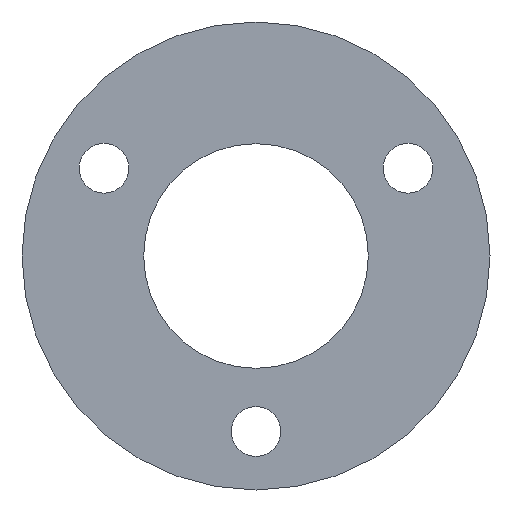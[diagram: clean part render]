
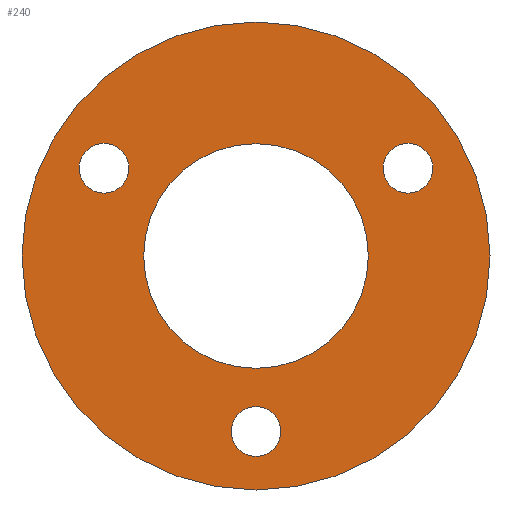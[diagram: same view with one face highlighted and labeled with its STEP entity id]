
A CAD part, front view. The second image highlights one B-rep face of the part: STEP entity #240.
In plain terms, the highlighted planar face has unit normal (0, -1, 0).
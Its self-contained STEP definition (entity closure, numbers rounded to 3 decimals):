
#2 = FACE_OUTER_BOUND ( 'NONE', #44, .T. ) ;
#11 = CARTESIAN_POINT ( 'NONE',  ( 0., 0., -25.75 ) ) ;
#12 = VERTEX_POINT ( 'NONE', #594 ) ;
#13 = EDGE_CURVE ( 'NONE', #115, #165, #575, .T. ) ;
#14 = DIRECTION ( 'NONE',  ( 0., 0., 1. ) ) ;
#36 = CARTESIAN_POINT ( 'NONE',  ( 0., 0., 19.2 ) ) ;
#42 = VERTEX_POINT ( 'NONE', #36 ) ;
#43 = DIRECTION ( 'NONE',  ( 0., 1., 0. ) ) ;
#44 = EDGE_LOOP ( 'NONE', ( #297, #153 ) ) ;
#45 = DIRECTION ( 'NONE',  ( 0., 0., 1. ) ) ;
#49 = EDGE_CURVE ( 'NONE', #127, #12, #56, .T. ) ;
#53 = FACE_BOUND ( 'NONE', #245, .T. ) ;
#55 = ORIENTED_EDGE ( 'NONE', *, *, #215, .T. ) ;
#56 = CIRCLE ( 'NONE', #270, 40. ) ;
#59 = AXIS2_PLACEMENT_3D ( 'NONE', #85, #87, #372 ) ;
#64 = CARTESIAN_POINT ( 'NONE',  ( 0., 0., -34.25 ) ) ;
#71 = AXIS2_PLACEMENT_3D ( 'NONE', #325, #434, #508 ) ;
#85 = CARTESIAN_POINT ( 'NONE',  ( 0., 0., 0. ) ) ;
#87 = DIRECTION ( 'NONE',  ( 0., 1., 0. ) ) ;
#102 = DIRECTION ( 'NONE',  ( 0., 0., 1. ) ) ;
#104 = FACE_BOUND ( 'NONE', #384, .T. ) ;
#115 = VERTEX_POINT ( 'NONE', #146 ) ;
#127 = VERTEX_POINT ( 'NONE', #190 ) ;
#134 = DIRECTION ( 'NONE',  ( 0., 0., 1. ) ) ;
#140 = DIRECTION ( 'NONE',  ( 0., 1., 0. ) ) ;
#145 = CIRCLE ( 'NONE', #478, 4.25 ) ;
#146 = CARTESIAN_POINT ( 'NONE',  ( 25.981, 0., 10.75 ) ) ;
#151 = DIRECTION ( 'NONE',  ( 0., 1., 0. ) ) ;
#153 = ORIENTED_EDGE ( 'NONE', *, *, #49, .F. ) ;
#162 = CIRCLE ( 'NONE', #329, 4.25 ) ;
#165 = VERTEX_POINT ( 'NONE', #440 ) ;
#167 = PLANE ( 'NONE',  #356 ) ;
#186 = CIRCLE ( 'NONE', #369, 40. ) ;
#190 = CARTESIAN_POINT ( 'NONE',  ( 0., 0., 40. ) ) ;
#193 = CARTESIAN_POINT ( 'NONE',  ( 0., 0., -30. ) ) ;
#200 = CARTESIAN_POINT ( 'NONE',  ( 0., 0., -19.2 ) ) ;
#204 = VERTEX_POINT ( 'NONE', #200 ) ;
#215 = EDGE_CURVE ( 'NONE', #501, #362, #392, .T. ) ;
#217 = EDGE_LOOP ( 'NONE', ( #323, #460 ) ) ;
#222 = EDGE_CURVE ( 'NONE', #337, #312, #519, .T. ) ;
#229 = AXIS2_PLACEMENT_3D ( 'NONE', #193, #151, #443 ) ;
#231 = CARTESIAN_POINT ( 'NONE',  ( 0., 0., 0. ) ) ;
#234 = EDGE_CURVE ( 'NONE', #312, #337, #145, .T. ) ;
#235 = AXIS2_PLACEMENT_3D ( 'NONE', #239, #502, #134 ) ;
#239 = CARTESIAN_POINT ( 'NONE',  ( 0., 0., 0. ) ) ;
#240 = ADVANCED_FACE ( 'NONE', ( #484, #2, #53, #104, #363 ), #167, .F. ) ;
#245 = EDGE_LOOP ( 'NONE', ( #386, #541 ) ) ;
#251 = ORIENTED_EDGE ( 'NONE', *, *, #464, .T. ) ;
#270 = AXIS2_PLACEMENT_3D ( 'NONE', #231, #140, #589 ) ;
#280 = ORIENTED_EDGE ( 'NONE', *, *, #222, .T. ) ;
#287 = DIRECTION ( 'NONE',  ( 0., 1., 0. ) ) ;
#297 = ORIENTED_EDGE ( 'NONE', *, *, #441, .F. ) ;
#312 = VERTEX_POINT ( 'NONE', #355 ) ;
#323 = ORIENTED_EDGE ( 'NONE', *, *, #459, .T. ) ;
#325 = CARTESIAN_POINT ( 'NONE',  ( 0., 0., -30. ) ) ;
#327 = DIRECTION ( 'NONE',  ( 0., 1., 0. ) ) ;
#329 = AXIS2_PLACEMENT_3D ( 'NONE', #537, #449, #403 ) ;
#337 = VERTEX_POINT ( 'NONE', #584 ) ;
#342 = CARTESIAN_POINT ( 'NONE',  ( -25.981, 0., 15. ) ) ;
#345 = EDGE_CURVE ( 'NONE', #165, #115, #162, .T. ) ;
#346 = CIRCLE ( 'NONE', #71, 4.25 ) ;
#355 = CARTESIAN_POINT ( 'NONE',  ( -25.981, 0., 19.25 ) ) ;
#356 = AXIS2_PLACEMENT_3D ( 'NONE', #533, #572, #14 ) ;
#362 = VERTEX_POINT ( 'NONE', #11 ) ;
#363 = FACE_BOUND ( 'NONE', #468, .T. ) ;
#369 = AXIS2_PLACEMENT_3D ( 'NONE', #417, #287, #45 ) ;
#372 = DIRECTION ( 'NONE',  ( 0., 0., 1. ) ) ;
#384 = EDGE_LOOP ( 'NONE', ( #55, #251 ) ) ;
#386 = ORIENTED_EDGE ( 'NONE', *, *, #13, .T. ) ;
#392 = CIRCLE ( 'NONE', #229, 4.25 ) ;
#396 = DIRECTION ( 'NONE',  ( 0., 0., 1. ) ) ;
#401 = AXIS2_PLACEMENT_3D ( 'NONE', #342, #43, #396 ) ;
#403 = DIRECTION ( 'NONE',  ( 0., 0., 1. ) ) ;
#417 = CARTESIAN_POINT ( 'NONE',  ( 0., 0., 0. ) ) ;
#434 = DIRECTION ( 'NONE',  ( 0., 1., 0. ) ) ;
#435 = CARTESIAN_POINT ( 'NONE',  ( -25.981, 0., 15. ) ) ;
#440 = CARTESIAN_POINT ( 'NONE',  ( 25.981, 0., 19.25 ) ) ;
#441 = EDGE_CURVE ( 'NONE', #12, #127, #186, .T. ) ;
#443 = DIRECTION ( 'NONE',  ( 0., 0., 1. ) ) ;
#446 = CIRCLE ( 'NONE', #59, 19.2 ) ;
#449 = DIRECTION ( 'NONE',  ( 0., 1., 0. ) ) ;
#459 = EDGE_CURVE ( 'NONE', #204, #42, #596, .T. ) ;
#460 = ORIENTED_EDGE ( 'NONE', *, *, #579, .T. ) ;
#464 = EDGE_CURVE ( 'NONE', #362, #501, #346, .T. ) ;
#468 = EDGE_LOOP ( 'NONE', ( #280, #592 ) ) ;
#478 = AXIS2_PLACEMENT_3D ( 'NONE', #435, #527, #102 ) ;
#484 = FACE_BOUND ( 'NONE', #217, .T. ) ;
#501 = VERTEX_POINT ( 'NONE', #64 ) ;
#502 = DIRECTION ( 'NONE',  ( 0., 1., 0. ) ) ;
#508 = DIRECTION ( 'NONE',  ( 0., 0., 1. ) ) ;
#512 = CARTESIAN_POINT ( 'NONE',  ( 25.981, 0., 15. ) ) ;
#519 = CIRCLE ( 'NONE', #401, 4.25 ) ;
#527 = DIRECTION ( 'NONE',  ( 0., 1., 0. ) ) ;
#533 = CARTESIAN_POINT ( 'NONE',  ( 0., 0., 0. ) ) ;
#537 = CARTESIAN_POINT ( 'NONE',  ( 25.981, 0., 15. ) ) ;
#541 = ORIENTED_EDGE ( 'NONE', *, *, #345, .T. ) ;
#557 = DIRECTION ( 'NONE',  ( 0., 0., 1. ) ) ;
#572 = DIRECTION ( 'NONE',  ( 0., 1., 0. ) ) ;
#575 = CIRCLE ( 'NONE', #586, 4.25 ) ;
#579 = EDGE_CURVE ( 'NONE', #42, #204, #446, .T. ) ;
#584 = CARTESIAN_POINT ( 'NONE',  ( -25.981, 0., 10.75 ) ) ;
#586 = AXIS2_PLACEMENT_3D ( 'NONE', #512, #327, #557 ) ;
#589 = DIRECTION ( 'NONE',  ( 0., 0., 1. ) ) ;
#592 = ORIENTED_EDGE ( 'NONE', *, *, #234, .T. ) ;
#594 = CARTESIAN_POINT ( 'NONE',  ( 0., 0., -40. ) ) ;
#596 = CIRCLE ( 'NONE', #235, 19.2 ) ;
